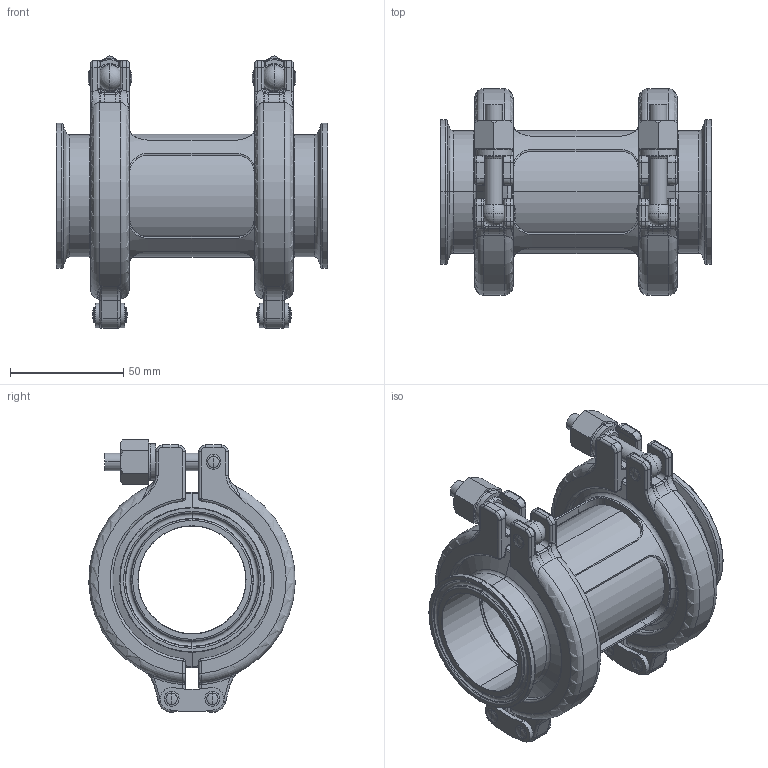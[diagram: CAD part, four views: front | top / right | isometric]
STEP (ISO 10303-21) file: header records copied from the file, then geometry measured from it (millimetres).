
FILE_DESCRIPTION (( 'STEP AP214' ), '1' );
FILE_NAME ('SG.SC.200 BLOCK.STEP', '2020-03-23T11:19:55', ( '' ), ( '' ), 'SwSTEP 2.0', 'SolidWorks 2019', '' );
FILE_SCHEMA (( 'AUTOMOTIVE_DESIGN' ));
Length unit declared in the file: millimetre
Products named in the file (8): C0318 - VFI ORINGS_200 OS; SG.SC.200 BLOCK; C0318 - BODY CONCEPT_2.00; C0318 - VFI ORINGS_200L; C0318 - VFI - GLASS_2.0; C0318 - FLANGE END test_2.00; CL.SHX.0250 BLOCK; C0318 - VFI ORINGS_200S
Assembly tree (12 placements, depth 2):
  SG.SC.200 BLOCK
    C0318 - VFI - GLASS_2.0
    C0318 - BODY CONCEPT_2.00
    C0318 - FLANGE END test_2.00  x2
    C0318 - VFI ORINGS_200S  x2
    C0318 - VFI ORINGS_200L  x2
    C0318 - VFI ORINGS_200 OS  x2
    CL.SHX.0250 BLOCK  x2
Bounding box: 120 x 91.15 x 120.42 mm (x, y, z)
Volume: 222771.7 mm3; surface area: 130556 mm2
Topology: 16 solids, 16 shells, 1162 faces, 2710 edges, 1512 vertices
Faces by surface type: cylinder 376, torus 290, plane 180, bspline 140, cone 92, sphere 84
Entity records: 29229 total; most frequent: CARTESIAN_POINT 14020, DIRECTION 3365, ORIENTED_EDGE 3012, EDGE_CURVE 1506, AXIS2_PLACEMENT_3D 1482, CIRCLE 876, VERTEX_POINT 866, EDGE_LOOP 714
